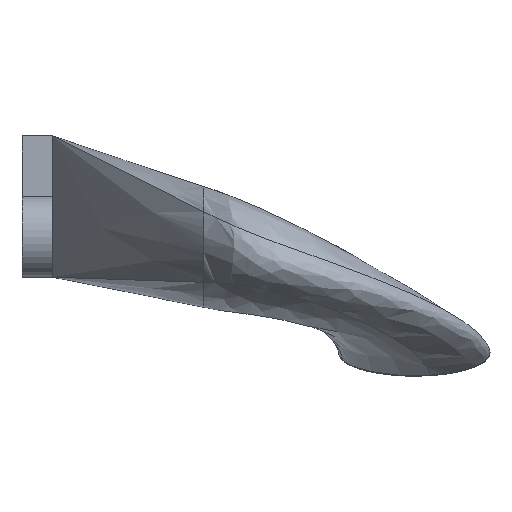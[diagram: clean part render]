
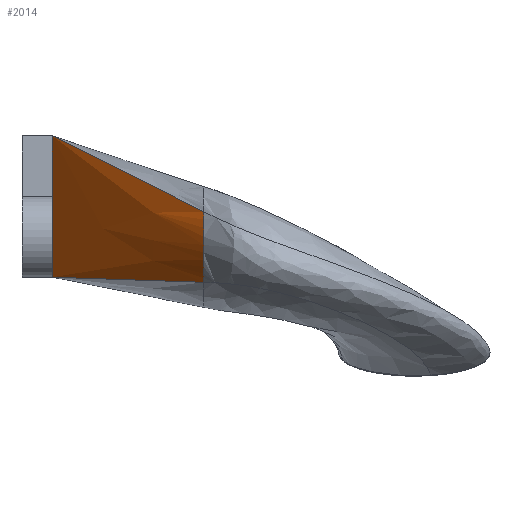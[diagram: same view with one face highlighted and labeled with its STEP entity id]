
A CAD part, left-side view. The second image highlights one B-rep face of the part: STEP entity #2014.
In plain terms, the highlighted free-form (B-spline) face has degree [3, 3] with [5, 4] control points.
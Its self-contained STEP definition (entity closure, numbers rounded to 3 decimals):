
#23=ELLIPSE('',#2098,7.,6.);
#169=B_SPLINE_SURFACE_WITH_KNOTS('',3,3,((#11647,#11648,#11649,#11650),
(#11651,#11652,#11653,#11654),(#11655,#11656,#11657,#11658),(#11659,#11660,
#11661,#11662),(#11663,#11664,#11665,#11666)),.UNSPECIFIED.,.F.,.F.,.F.,
(4,1,4),(4,4),(0.,0.571,1.),
(0.,1.),.UNSPECIFIED.);
#302=FACE_OUTER_BOUND('',#423,.T.);
#423=EDGE_LOOP('',(#1670,#1671,#1672,#1673,#1674));
#549=LINE('',#11577,#711);
#553=LINE('',#11646,#715);
#554=LINE('',#11668,#716);
#555=LINE('',#11669,#717);
#711=VECTOR('',#2401,24.474);
#715=VECTOR('',#2405,25.591);
#716=VECTOR('',#2406,10.);
#717=VECTOR('',#2407,10.);
#831=VERTEX_POINT('',#3382);
#832=VERTEX_POINT('',#3389);
#926=VERTEX_POINT('',#11576);
#929=VERTEX_POINT('',#11644);
#930=VERTEX_POINT('',#11667);
#1037=EDGE_CURVE('',#831,#832,#23,.T.);
#1183=EDGE_CURVE('',#832,#926,#549,.T.);
#1189=EDGE_CURVE('',#831,#929,#553,.T.);
#1190=EDGE_CURVE('',#929,#930,#554,.T.);
#1191=EDGE_CURVE('',#926,#930,#555,.T.);
#1670=ORIENTED_EDGE('',*,*,#1037,.F.);
#1671=ORIENTED_EDGE('',*,*,#1189,.T.);
#1672=ORIENTED_EDGE('',*,*,#1190,.T.);
#1673=ORIENTED_EDGE('',*,*,#1191,.F.);
#1674=ORIENTED_EDGE('',*,*,#1183,.F.);
#2014=ADVANCED_FACE('',(#302),#169,.F.);
#2098=AXIS2_PLACEMENT_3D('',#3390,#2279,#2280);
#2279=DIRECTION('center_axis',(0.,-1.,0.));
#2280=DIRECTION('ref_axis',(-1.,0.,0.));
#2401=DIRECTION('',(0.79,0.613,0.021));
#2405=DIRECTION('',(0.755,0.586,0.293));
#2406=DIRECTION('',(0.,0.,-1.));
#2407=DIRECTION('',(0.,0.,1.));
#3382=CARTESIAN_POINT('',(-30.682,27.,9.304));
#3389=CARTESIAN_POINT('',(-30.682,27.,2.296));
#3390=CARTESIAN_POINT('Origin',(-25.,27.,5.8));
#11576=CARTESIAN_POINT('',(-11.35,42.,2.8));
#11577=CARTESIAN_POINT('',(-30.682,27.,2.296));
#11644=CARTESIAN_POINT('',(-11.35,42.,16.8));
#11646=CARTESIAN_POINT('',(-30.682,27.,9.304));
#11647=CARTESIAN_POINT('Ctrl Pts',(-30.683,26.998,9.304));
#11648=CARTESIAN_POINT('Ctrl Pts',(-24.239,31.999,11.803));
#11649=CARTESIAN_POINT('Ctrl Pts',(-17.794,36.999,14.302));
#11650=CARTESIAN_POINT('Ctrl Pts',(-11.35,42.,16.801));
#11651=CARTESIAN_POINT('Ctrl Pts',(-31.655,26.998,8.147));
#11652=CARTESIAN_POINT('Ctrl Pts',(-24.884,31.999,10.142));
#11653=CARTESIAN_POINT('Ctrl Pts',(-18.121,36.999,12.139));
#11654=CARTESIAN_POINT('Ctrl Pts',(-11.35,42.,14.134));
#11655=CARTESIAN_POINT('Ctrl Pts',(-32.47,26.998,5.588));
#11656=CARTESIAN_POINT('Ctrl Pts',(-25.431,31.999,6.881));
#11657=CARTESIAN_POINT('Ctrl Pts',(-18.389,36.999,8.174));
#11658=CARTESIAN_POINT('Ctrl Pts',(-11.35,42.,9.467));
#11659=CARTESIAN_POINT('Ctrl Pts',(-31.412,26.998,3.163));
#11660=CARTESIAN_POINT('Ctrl Pts',(-24.725,31.999,3.709));
#11661=CARTESIAN_POINT('Ctrl Pts',(-18.037,36.999,4.253));
#11662=CARTESIAN_POINT('Ctrl Pts',(-11.35,42.,4.799));
#11663=CARTESIAN_POINT('Ctrl Pts',(-30.683,26.998,2.295));
#11664=CARTESIAN_POINT('Ctrl Pts',(-24.239,31.999,2.463));
#11665=CARTESIAN_POINT('Ctrl Pts',(-17.794,36.999,2.631));
#11666=CARTESIAN_POINT('Ctrl Pts',(-11.35,42.,2.799));
#11667=CARTESIAN_POINT('',(-11.35,42.,10.8));
#11668=CARTESIAN_POINT('',(-11.35,42.,10.8));
#11669=CARTESIAN_POINT('',(-11.35,42.,2.8));
